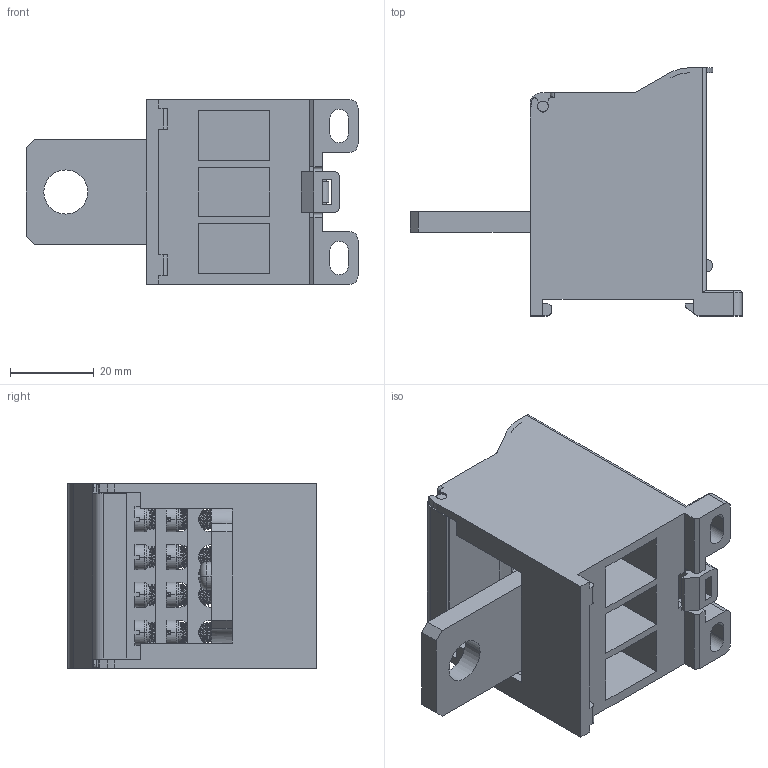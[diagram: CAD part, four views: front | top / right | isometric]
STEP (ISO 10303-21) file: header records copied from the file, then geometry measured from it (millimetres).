
FILE_DESCRIPTION((''),'2;1');
FILE_NAME('8YB754782-2_1','2018-09-11T',('Administrator'),(''),'PRO/ENGINEER BY PARAMETRIC TECHNOLOGY CORPORATION, 2008380','PRO/ENGINEER BY PARAMETRIC TECHNOLOGY CORPORATION, 2008380','');
FILE_SCHEMA(('CONFIG_CONTROL_DESIGN'));
Products named in the file (1): 8YB754782-2_1
Bounding box: 79.2 x 59.2 x 44 mm (x, y, z)
Volume: 41620.3 mm3; surface area: 36795.2 mm2
Topology: 1 solids, 5 shells, 984 faces, 2995 edges, 1942 vertices
Faces by surface type: cylinder 373, plane 362, bspline 166, cone 41, torus 24, sphere 18
Entity records: 73844 total; most frequent: CARTESIAN_POINT 48985, ORIENTED_EDGE 5946, DIRECTION 4168, EDGE_CURVE 2973, VERTEX_POINT 1942, AXIS2_PLACEMENT_3D 1415, VECTOR 1338, LINE 1338
